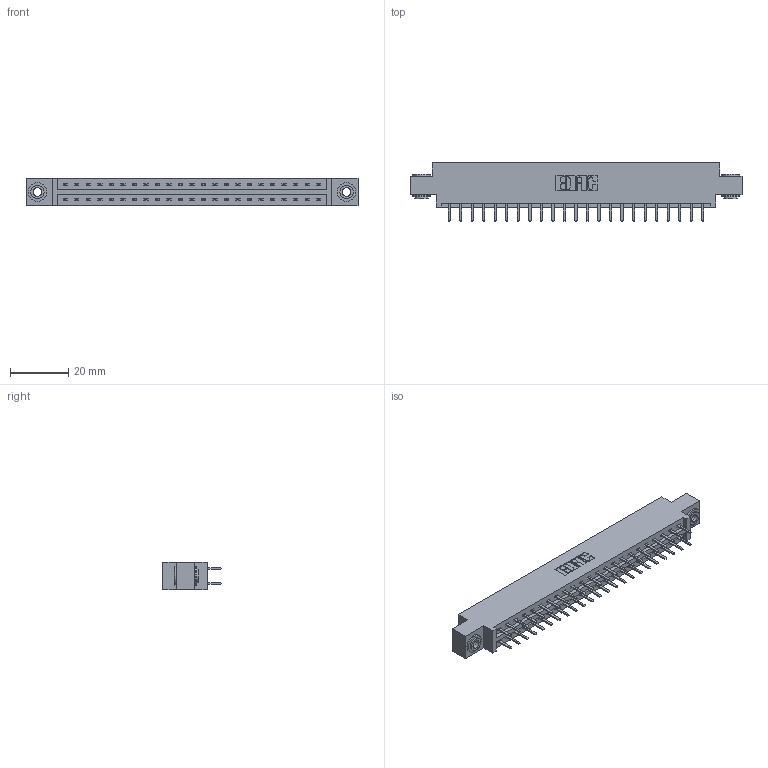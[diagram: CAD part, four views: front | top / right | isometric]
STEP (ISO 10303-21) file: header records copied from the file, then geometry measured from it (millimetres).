
FILE_DESCRIPTION (( 'STEP AP203' ), '1' );
FILE_NAME ('337-046-520-803.STEP', '2018-08-09T06:46:11', ( '' ), ( '' ), 'SwSTEP 2.0', 'SolidWorks 2016', '' );
FILE_SCHEMA (( 'CONFIG_CONTROL_DESIGN' ));
Length unit declared in the file: inch
Products named in the file (4): 345-250-002_345-250-002-102; 337-046-520-803; 337 Part_0.170 Offset - 0.156 Dia-TH; 345-292-001_345-293-120
Assembly tree (49 placements, depth 2):
  337-046-520-803
    337 Part_0.170 Offset - 0.156 Dia-TH
    345-292-001_345-293-120  x46
    345-250-002_345-250-002-102  x2
Bounding box: 114.15 x 20.02 x 9.4 mm (x, y, z)
Volume: 11658.5 mm3; surface area: 13270 mm2
Topology: 49 solids, 49 shells, 2824 faces, 8173 edges, 5322 vertices
Faces by surface type: plane 1924, cylinder 892, cone 8
Entity records: 21186 total; most frequent: CARTESIAN_POINT 3573, ORIENTED_EDGE 3490, DIRECTION 3095, EDGE_CURVE 1745, VECTOR 1589, LINE 1589, VERTEX_POINT 1158, AXIS2_PLACEMENT_3D 753
